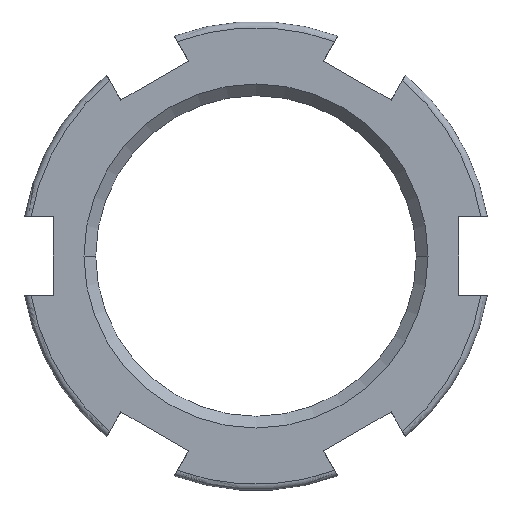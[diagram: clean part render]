
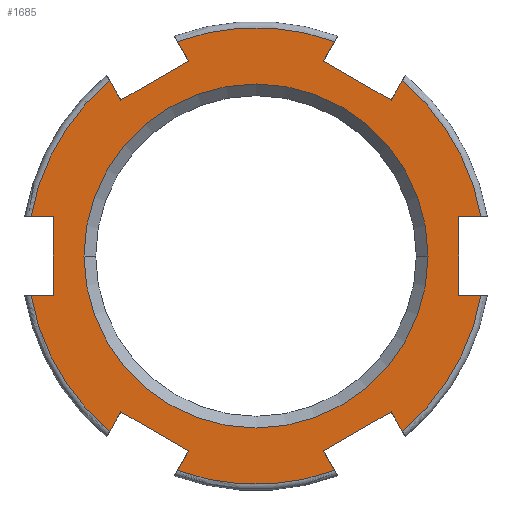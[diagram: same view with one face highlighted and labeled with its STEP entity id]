
A CAD part, front view. The second image highlights one B-rep face of the part: STEP entity #1685.
In plain terms, the highlighted planar face has unit normal (0, -1, 0).
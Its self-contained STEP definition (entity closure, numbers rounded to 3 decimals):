
#138=CARTESIAN_POINT('',(0.,0.,0.));
#139=DIRECTION('',(0.,1.,0.));
#140=DIRECTION('',(-1.,0.,0.));
#141=AXIS2_PLACEMENT_3D('',#138,#139,#140);
#146=CARTESIAN_POINT('',(0.,0.,0.));
#147=DIRECTION('',(0.,-1.,0.));
#148=DIRECTION('',(-1.,0.,0.));
#149=AXIS2_PLACEMENT_3D('',#146,#147,#148);
#154=DIRECTION('',(-0.5,0.,0.866));
#155=VECTOR('',#154,0.717);
#156=CARTESIAN_POINT('',(2.514,0.,-6.854));
#157=LINE('',#156,#155);
#161=DIRECTION('',(-0.5,0.,-0.866));
#162=VECTOR('',#161,0.717);
#163=CARTESIAN_POINT('',(-2.155,0.,-6.233));
#164=LINE('',#163,#162);
#168=DIRECTION('',(0.866,0.,-0.5));
#169=VECTOR('',#168,2.5);
#170=CARTESIAN_POINT('',(-4.32,0.,-4.983));
#171=LINE('',#170,#169);
#175=DIRECTION('',(0.5,0.,0.866));
#176=VECTOR('',#175,0.717);
#177=CARTESIAN_POINT('',(-4.679,0.,-5.604));
#178=LINE('',#177,#176);
#182=DIRECTION('',(1.,0.,0.));
#183=VECTOR('',#182,0.717);
#184=CARTESIAN_POINT('',(-7.192,0.,-1.25));
#185=LINE('',#184,#183);
#189=DIRECTION('',(0.,0.,-1.));
#190=VECTOR('',#189,2.5);
#191=CARTESIAN_POINT('',(-6.475,0.,1.25));
#192=LINE('',#191,#190);
#196=DIRECTION('',(1.,0.,0.));
#197=VECTOR('',#196,0.717);
#198=CARTESIAN_POINT('',(-7.192,0.,1.25));
#199=LINE('',#198,#197);
#203=DIRECTION('',(0.5,0.,-0.866));
#204=VECTOR('',#203,0.717);
#205=CARTESIAN_POINT('',(-4.679,0.,5.604));
#206=LINE('',#205,#204);
#210=DIRECTION('',(-0.866,0.,-0.5));
#211=VECTOR('',#210,2.5);
#212=CARTESIAN_POINT('',(-2.155,0.,6.233));
#213=LINE('',#212,#211);
#217=DIRECTION('',(0.5,0.,-0.866));
#218=VECTOR('',#217,0.717);
#219=CARTESIAN_POINT('',(-2.514,0.,6.854));
#220=LINE('',#219,#218);
#224=DIRECTION('',(-0.5,0.,-0.866));
#225=VECTOR('',#224,0.717);
#226=CARTESIAN_POINT('',(2.514,0.,6.854));
#227=LINE('',#226,#225);
#231=DIRECTION('',(-0.866,0.,0.5));
#232=VECTOR('',#231,2.5);
#233=CARTESIAN_POINT('',(4.32,0.,4.983));
#234=LINE('',#233,#232);
#238=DIRECTION('',(-0.5,0.,-0.866));
#239=VECTOR('',#238,0.717);
#240=CARTESIAN_POINT('',(4.679,0.,5.604));
#241=LINE('',#240,#239);
#245=DIRECTION('',(-1.,0.,0.));
#246=VECTOR('',#245,0.717);
#247=CARTESIAN_POINT('',(7.192,0.,1.25));
#248=LINE('',#247,#246);
#252=DIRECTION('',(0.,0.,-1.));
#253=VECTOR('',#252,2.5);
#254=CARTESIAN_POINT('',(6.475,0.,1.25));
#255=LINE('',#254,#253);
#259=DIRECTION('',(1.,0.,0.));
#260=VECTOR('',#259,0.717);
#261=CARTESIAN_POINT('',(6.475,0.,-1.25));
#262=LINE('',#261,#260);
#266=DIRECTION('',(0.5,0.,-0.866));
#267=VECTOR('',#266,0.717);
#268=CARTESIAN_POINT('',(4.32,0.,-4.983));
#269=LINE('',#268,#267);
#273=DIRECTION('',(0.866,0.,0.5));
#274=VECTOR('',#273,2.5);
#275=CARTESIAN_POINT('',(2.155,0.,-6.233));
#276=LINE('',#275,#274);
#360=CARTESIAN_POINT('',(0.,0.,0.));
#361=DIRECTION('',(0.,-1.,0.));
#362=DIRECTION('',(0.985,0.,0.171));
#363=AXIS2_PLACEMENT_3D('',#360,#361,#362);
#400=CARTESIAN_POINT('',(0.,0.,0.));
#401=DIRECTION('',(0.,-1.,0.));
#402=DIRECTION('',(0.344,0.,0.939));
#403=AXIS2_PLACEMENT_3D('',#400,#401,#402);
#440=CARTESIAN_POINT('',(0.,0.,0.));
#441=DIRECTION('',(0.,-1.,0.));
#442=DIRECTION('',(-0.641,0.,0.768));
#443=AXIS2_PLACEMENT_3D('',#440,#441,#442);
#480=CARTESIAN_POINT('',(0.,0.,0.));
#481=DIRECTION('',(0.,-1.,0.));
#482=DIRECTION('',(-0.985,0.,-0.171));
#483=AXIS2_PLACEMENT_3D('',#480,#481,#482);
#520=CARTESIAN_POINT('',(0.,0.,0.));
#521=DIRECTION('',(0.,-1.,0.));
#522=DIRECTION('',(-0.344,0.,-0.939));
#523=AXIS2_PLACEMENT_3D('',#520,#521,#522);
#540=CARTESIAN_POINT('',(0.,0.,0.));
#541=DIRECTION('',(0.,-1.,0.));
#542=DIRECTION('',(0.641,0.,-0.768));
#543=AXIS2_PLACEMENT_3D('',#540,#541,#542);
#1374=CARTESIAN_POINT('',(6.475,0.,-1.25));
#1375=CARTESIAN_POINT('',(7.192,0.,-1.25));
#1376=VERTEX_POINT('',#1374);
#1377=VERTEX_POINT('',#1375);
#1378=CARTESIAN_POINT('',(6.475,0.,1.25));
#1379=VERTEX_POINT('',#1378);
#1380=CARTESIAN_POINT('',(7.192,0.,1.25));
#1381=VERTEX_POINT('',#1380);
#1402=CARTESIAN_POINT('',(4.679,0.,5.604));
#1403=CARTESIAN_POINT('',(4.32,0.,4.983));
#1404=VERTEX_POINT('',#1402);
#1405=VERTEX_POINT('',#1403);
#1406=CARTESIAN_POINT('',(2.155,0.,6.233));
#1407=VERTEX_POINT('',#1406);
#1408=CARTESIAN_POINT('',(2.514,0.,6.854));
#1409=VERTEX_POINT('',#1408);
#1426=CARTESIAN_POINT('',(-2.514,0.,6.854));
#1427=CARTESIAN_POINT('',(-2.155,0.,6.233));
#1428=VERTEX_POINT('',#1426);
#1429=VERTEX_POINT('',#1427);
#1430=CARTESIAN_POINT('',(-4.32,0.,4.983));
#1431=VERTEX_POINT('',#1430);
#1432=CARTESIAN_POINT('',(-4.679,0.,5.604));
#1433=VERTEX_POINT('',#1432);
#1451=CARTESIAN_POINT('',(-7.192,0.,1.25));
#1452=CARTESIAN_POINT('',(-6.475,0.,1.25));
#1453=VERTEX_POINT('',#1451);
#1454=VERTEX_POINT('',#1452);
#1455=CARTESIAN_POINT('',(-6.475,0.,-1.25));
#1456=VERTEX_POINT('',#1455);
#1457=CARTESIAN_POINT('',(-7.192,0.,-1.25));
#1458=VERTEX_POINT('',#1457);
#1479=CARTESIAN_POINT('',(-5.5,0.,0.));
#1480=VERTEX_POINT('',#1479);
#1483=CARTESIAN_POINT('',(5.5,0.,0.));
#1484=VERTEX_POINT('',#1483);
#1488=CARTESIAN_POINT('',(-4.679,0.,-5.604));
#1489=CARTESIAN_POINT('',(-4.32,0.,-4.983));
#1490=VERTEX_POINT('',#1488);
#1491=VERTEX_POINT('',#1489);
#1492=CARTESIAN_POINT('',(-2.155,0.,-6.233));
#1493=VERTEX_POINT('',#1492);
#1494=CARTESIAN_POINT('',(-2.514,0.,-6.854));
#1495=VERTEX_POINT('',#1494);
#1514=CARTESIAN_POINT('',(2.514,0.,-6.854));
#1515=CARTESIAN_POINT('',(2.155,0.,-6.233));
#1516=VERTEX_POINT('',#1514);
#1517=VERTEX_POINT('',#1515);
#1518=CARTESIAN_POINT('',(4.32,0.,-4.983));
#1519=VERTEX_POINT('',#1518);
#1520=CARTESIAN_POINT('',(4.679,0.,-5.604));
#1521=VERTEX_POINT('',#1520);
#1626=CARTESIAN_POINT('',(0.,0.,0.));
#1627=DIRECTION('',(0.,-1.,0.));
#1628=DIRECTION('',(1.,0.,0.));
#1629=AXIS2_PLACEMENT_3D('',#1626,#1627,#1628);
#1630=PLANE('',#1629);
#1632=ORIENTED_EDGE('',*,*,#1631,.F.);
#1634=ORIENTED_EDGE('',*,*,#1633,.F.);
#1636=ORIENTED_EDGE('',*,*,#1635,.F.);
#1638=ORIENTED_EDGE('',*,*,#1637,.F.);
#1640=ORIENTED_EDGE('',*,*,#1639,.F.);
#1642=ORIENTED_EDGE('',*,*,#1641,.F.);
#1644=ORIENTED_EDGE('',*,*,#1643,.T.);
#1646=ORIENTED_EDGE('',*,*,#1645,.F.);
#1648=ORIENTED_EDGE('',*,*,#1647,.F.);
#1650=ORIENTED_EDGE('',*,*,#1649,.F.);
#1652=ORIENTED_EDGE('',*,*,#1651,.T.);
#1654=ORIENTED_EDGE('',*,*,#1653,.F.);
#1656=ORIENTED_EDGE('',*,*,#1655,.F.);
#1658=ORIENTED_EDGE('',*,*,#1657,.F.);
#1660=ORIENTED_EDGE('',*,*,#1659,.T.);
#1662=ORIENTED_EDGE('',*,*,#1661,.F.);
#1664=ORIENTED_EDGE('',*,*,#1663,.F.);
#1666=ORIENTED_EDGE('',*,*,#1665,.F.);
#1668=ORIENTED_EDGE('',*,*,#1667,.T.);
#1670=ORIENTED_EDGE('',*,*,#1669,.T.);
#1672=ORIENTED_EDGE('',*,*,#1671,.T.);
#1674=ORIENTED_EDGE('',*,*,#1673,.F.);
#1676=ORIENTED_EDGE('',*,*,#1675,.F.);
#1678=ORIENTED_EDGE('',*,*,#1677,.F.);
#1679=EDGE_LOOP('',(#1632,#1634,#1636,#1638,#1640,#1642,#1644,#1646,#1648,#1650,
#1652,#1654,#1656,#1658,#1660,#1662,#1664,#1666,#1668,#1670,#1672,#1674,#1676,
#1678));
#1680=FACE_OUTER_BOUND('',#1679,.F.);
#1681=ORIENTED_EDGE('',*,*,#1619,.F.);
#1682=ORIENTED_EDGE('',*,*,#1608,.T.);
#1683=EDGE_LOOP('',(#1681,#1682));
#1684=FACE_BOUND('',#1683,.F.);
#142=CIRCLE('',#141,5.5);
#150=CIRCLE('',#149,5.5);
#364=CIRCLE('',#363,7.3);
#404=CIRCLE('',#403,7.3);
#444=CIRCLE('',#443,7.3);
#484=CIRCLE('',#483,7.3);
#524=CIRCLE('',#523,7.3);
#544=CIRCLE('',#543,7.3);
#1608=EDGE_CURVE('',#1480,#1484,#150,.T.);
#1619=EDGE_CURVE('',#1480,#1484,#142,.T.);
#1631=EDGE_CURVE('',#1516,#1517,#157,.T.);
#1633=EDGE_CURVE('',#1495,#1516,#524,.T.);
#1635=EDGE_CURVE('',#1493,#1495,#164,.T.);
#1637=EDGE_CURVE('',#1491,#1493,#171,.T.);
#1639=EDGE_CURVE('',#1490,#1491,#178,.T.);
#1641=EDGE_CURVE('',#1458,#1490,#484,.T.);
#1643=EDGE_CURVE('',#1458,#1456,#185,.T.);
#1645=EDGE_CURVE('',#1454,#1456,#192,.T.);
#1647=EDGE_CURVE('',#1453,#1454,#199,.T.);
#1649=EDGE_CURVE('',#1433,#1453,#444,.T.);
#1651=EDGE_CURVE('',#1433,#1431,#206,.T.);
#1653=EDGE_CURVE('',#1429,#1431,#213,.T.);
#1655=EDGE_CURVE('',#1428,#1429,#220,.T.);
#1657=EDGE_CURVE('',#1409,#1428,#404,.T.);
#1659=EDGE_CURVE('',#1409,#1407,#227,.T.);
#1661=EDGE_CURVE('',#1405,#1407,#234,.T.);
#1663=EDGE_CURVE('',#1404,#1405,#241,.T.);
#1665=EDGE_CURVE('',#1381,#1404,#364,.T.);
#1667=EDGE_CURVE('',#1381,#1379,#248,.T.);
#1669=EDGE_CURVE('',#1379,#1376,#255,.T.);
#1671=EDGE_CURVE('',#1376,#1377,#262,.T.);
#1673=EDGE_CURVE('',#1521,#1377,#544,.T.);
#1675=EDGE_CURVE('',#1519,#1521,#269,.T.);
#1677=EDGE_CURVE('',#1517,#1519,#276,.T.);
#1685=ADVANCED_FACE('',(#1680,#1684),#1630,.T.);
